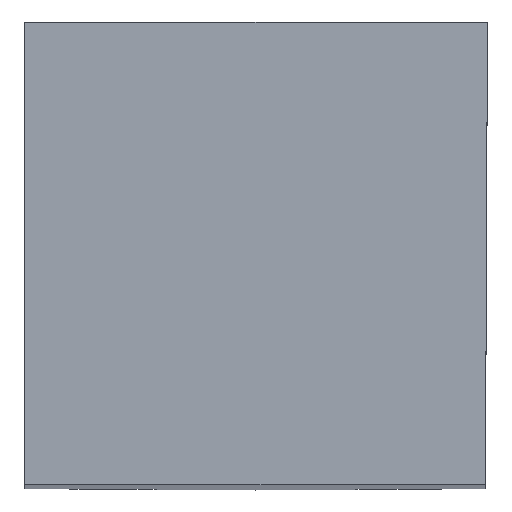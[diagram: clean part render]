
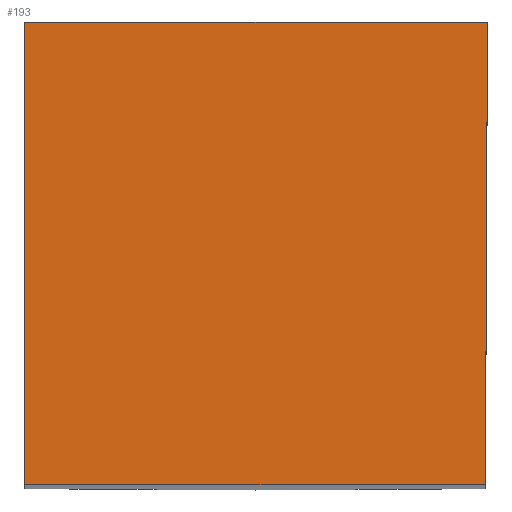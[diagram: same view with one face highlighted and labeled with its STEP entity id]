
A CAD part, top view. The second image highlights one B-rep face of the part: STEP entity #193.
In plain terms, the highlighted planar face has unit normal (0, 0, 1).
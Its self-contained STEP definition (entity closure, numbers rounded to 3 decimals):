
#86=FACE_OUTER_BOUND('',#267,.T.);
#99=LINE('',#808,#127);
#117=LINE('',#866,#145);
#119=LINE('',#877,#147);
#120=LINE('',#878,#148);
#127=VECTOR('',#657,1.);
#145=VECTOR('',#697,1.);
#147=VECTOR('',#711,1.);
#148=VECTOR('',#712,1.);
#193=ADVANCED_FACE('BLANK_BOXF006',(#86),#213,.F.);
#213=PLANE('',#593);
#267=EDGE_LOOP('',(#342,#343,#344,#345));
#342=ORIENTED_EDGE('',*,*,#466,.F.);
#343=ORIENTED_EDGE('',*,*,#460,.F.);
#344=ORIENTED_EDGE('',*,*,#467,.F.);
#345=ORIENTED_EDGE('',*,*,#434,.F.);
#396=VERTEX_POINT('',#807);
#397=VERTEX_POINT('',#809);
#417=VERTEX_POINT('',#865);
#418=VERTEX_POINT('',#867);
#434=EDGE_CURVE('',#396,#397,#99,.T.);
#460=EDGE_CURVE('',#417,#418,#117,.T.);
#466=EDGE_CURVE('',#418,#396,#119,.T.);
#467=EDGE_CURVE('',#397,#417,#120,.T.);
#593=AXIS2_PLACEMENT_3D('',#879,#713,#714);
#657=DIRECTION('',(1.,0.,0.));
#697=DIRECTION('',(-1.,0.,0.));
#711=DIRECTION('',(0.,1.,0.));
#712=DIRECTION('',(-0.004,-1.,0.));
#713=DIRECTION('',(0.,0.,-1.));
#714=DIRECTION('',(-1.,0.,0.));
#807=CARTESIAN_POINT('',(-15.875,15.875,0.));
#808=CARTESIAN_POINT('',(-109.35,15.875,0.));
#809=CARTESIAN_POINT('',(0.,15.875,0.));
#865=CARTESIAN_POINT('',(-0.069,0.,0.));
#866=CARTESIAN_POINT('',(109.35,0.,0.));
#867=CARTESIAN_POINT('',(-15.875,0.,0.));
#877=CARTESIAN_POINT('',(-15.875,-109.35,0.));
#878=CARTESIAN_POINT('',(0.408,109.349,0.));
#879=CARTESIAN_POINT('',(-20.875,-5.,0.));
